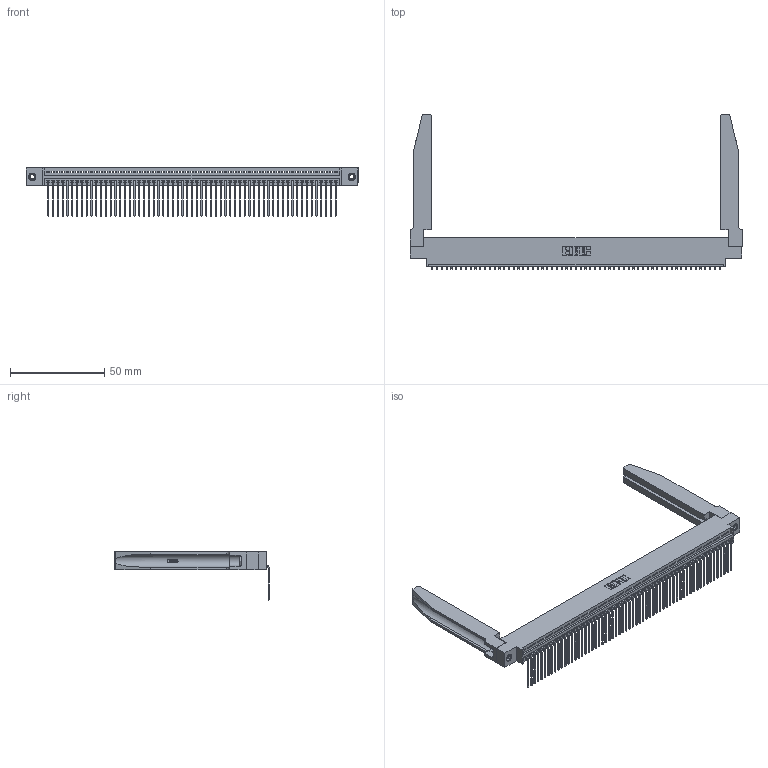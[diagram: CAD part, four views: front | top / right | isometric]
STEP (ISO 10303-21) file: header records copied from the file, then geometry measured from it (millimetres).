
FILE_DESCRIPTION (( 'STEP AP203' ), '1' );
FILE_NAME ('345-061-559-678.STEP', '2019-10-11T04:00:44', ( '' ), ( '' ), 'SwSTEP 2.0', 'SolidWorks 2016', '' );
FILE_SCHEMA (( 'CONFIG_CONTROL_DESIGN' ));
Length unit declared in the file: inch
Products named in the file (5): 345-061-559-678; 345 Part_0.170 Offset - 0.156 Dia-TH; 345-292-001_558 559 Tail - 1; 345-220-078_345-220-078; 345-250-001_345-250-001-102
Assembly tree (66 placements, depth 2):
  345-061-559-678
    345 Part_0.170 Offset - 0.156 Dia-TH
    345-292-001_558 559 Tail - 1  x61
    345-250-001_345-250-001-102  x2
    345-220-078_345-220-078  x2
Bounding box: 176.17 x 82.03 x 25.53 mm (x, y, z)
Volume: 24749.2 mm3; surface area: 30987.8 mm2
Topology: 66 solids, 66 shells, 4024 faces, 12063 edges, 7950 vertices
Faces by surface type: plane 2788, cylinder 1184, bspline 36, cone 12, torus 4
Entity records: 48308 total; most frequent: CARTESIAN_POINT 9266, ORIENTED_EDGE 8158, DIRECTION 7071, EDGE_CURVE 4079, VECTOR 3609, LINE 3609, VERTEX_POINT 2712, AXIS2_PLACEMENT_3D 1731
